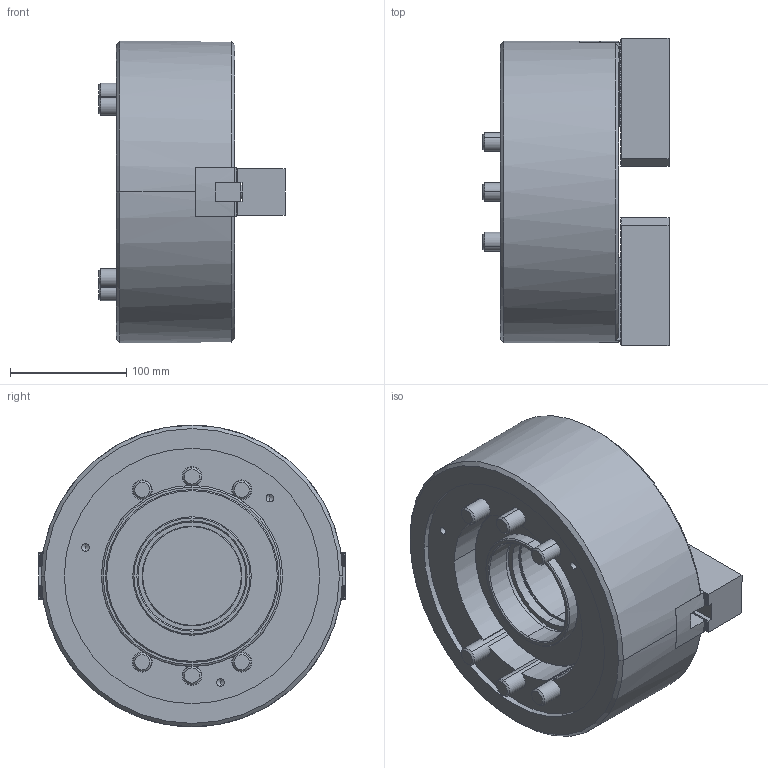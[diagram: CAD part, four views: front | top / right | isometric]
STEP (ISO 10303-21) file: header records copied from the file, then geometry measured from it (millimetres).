
FILE_DESCRIPTION (( 'STEP AP203' ), '1' );
FILE_NAME ('CF-2H-210.STEP', '2023-03-22T01:04:35', ( '' ), ( '' ), 'SwSTEP 2.0', 'SolidWorks 2020', '' );
FILE_SCHEMA (( 'CONFIG_CONTROL_DESIGN' ));
Length unit declared in the file: millimetre
Products named in the file (12): CF-2H-210-02000; SJ-10; 圓頭內六角螺栓_M12x30; CF-2H-210-05000; CF-2H-210-01000; CF-3H-210-04000; 圓頭內六角螺栓_M16x100; CF-3H-210-03000; CF-2H-210; CF-3H-210-04000(T型塊); 半圓頭六角孔螺栓_M6x10; CF-3H-10B-07010
Assembly tree (25 placements, depth 2):
  CF-2H-210
    CF-2H-210-01000
    CF-2H-210-02000
    CF-2H-210-05000
    CF-3H-210-03000  x2
    CF-3H-210-04000
    CF-3H-210-04000(T型塊)  x2
    CF-3H-10B-07010
    SJ-10  x2
    半圓頭六角孔螺栓_M6x10  x4
    圓頭內六角螺栓_M12x30  x4
    圓頭內六角螺栓_M16x100  x6
Bounding box: 160.3 x 264.5 x 260 mm (x, y, z)
Volume: 4784362.9 mm3; surface area: 553979.1 mm2
Topology: 25 solids, 25 shells, 2727 faces, 7756 edges, 5094 vertices
Faces by surface type: plane 1903, cylinder 680, cone 132, torus 12
Entity records: 45836 total; most frequent: CARTESIAN_POINT 9362, ORIENTED_EDGE 7812, DIRECTION 6645, EDGE_CURVE 3906, LINE 2975, VECTOR 2975, VERTEX_POINT 2584, AXIS2_PLACEMENT_3D 1835
